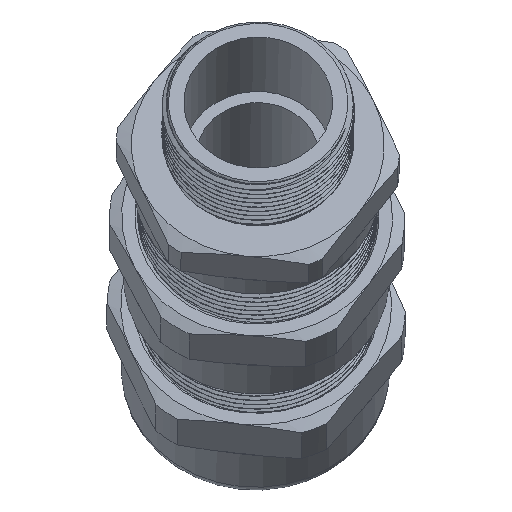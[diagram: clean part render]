
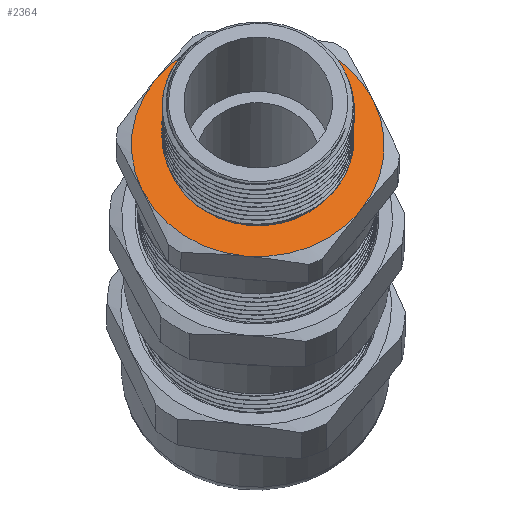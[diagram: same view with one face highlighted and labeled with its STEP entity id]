
A CAD part, left-side view. The second image highlights one B-rep face of the part: STEP entity #2364.
In plain terms, the highlighted face is planar.
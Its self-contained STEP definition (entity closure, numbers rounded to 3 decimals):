
#272=PLANE('',#2765);
#396=FACE_BOUND('',#792,.T.);
#562=FACE_OUTER_BOUND('',#791,.T.);
#791=EDGE_LOOP('',(#2118,#2119,#2120,#2121,#2122,#2123));
#792=EDGE_LOOP('',(#2124));
#953=CIRCLE('',#2741,21.);
#956=CIRCLE('',#2745,21.);
#957=CIRCLE('',#2747,21.);
#960=CIRCLE('',#2751,21.);
#962=CIRCLE('',#2754,21.);
#965=CIRCLE('',#2764,21.);
#966=CIRCLE('',#2766,15.189);
#1186=VERTEX_POINT('',#13350);
#1195=VERTEX_POINT('',#13378);
#1201=VERTEX_POINT('',#13399);
#1207=VERTEX_POINT('',#13420);
#1213=VERTEX_POINT('',#13441);
#1219=VERTEX_POINT('',#13462);
#1222=VERTEX_POINT('',#13516);
#1517=EDGE_CURVE('',#1186,#1219,#953,.T.);
#1520=EDGE_CURVE('',#1219,#1213,#956,.T.);
#1521=EDGE_CURVE('',#1195,#1207,#957,.T.);
#1524=EDGE_CURVE('',#1207,#1201,#960,.T.);
#1526=EDGE_CURVE('',#1213,#1195,#962,.T.);
#1529=EDGE_CURVE('',#1201,#1186,#965,.T.);
#1530=EDGE_CURVE('',#1222,#1222,#966,.T.);
#2118=ORIENTED_EDGE('',*,*,#1517,.F.);
#2119=ORIENTED_EDGE('',*,*,#1529,.F.);
#2120=ORIENTED_EDGE('',*,*,#1524,.F.);
#2121=ORIENTED_EDGE('',*,*,#1521,.F.);
#2122=ORIENTED_EDGE('',*,*,#1526,.F.);
#2123=ORIENTED_EDGE('',*,*,#1520,.F.);
#2124=ORIENTED_EDGE('',*,*,#1530,.T.);
#2364=ADVANCED_FACE('',(#562,#396),#272,.T.);
#2741=AXIS2_PLACEMENT_3D('',#13491,#3394,#3395);
#2745=AXIS2_PLACEMENT_3D('',#13495,#3402,#3403);
#2747=AXIS2_PLACEMENT_3D('',#13497,#3406,#3407);
#2751=AXIS2_PLACEMENT_3D('',#13501,#3414,#3415);
#2754=AXIS2_PLACEMENT_3D('',#13504,#3420,#3421);
#2764=AXIS2_PLACEMENT_3D('',#13514,#3440,#3441);
#2765=AXIS2_PLACEMENT_3D('',#13515,#3442,#3443);
#2766=AXIS2_PLACEMENT_3D('',#13517,#3444,#3445);
#3394=DIRECTION('center_axis',(1.,0.,0.));
#3395=DIRECTION('ref_axis',(0.,-1.,0.));
#3402=DIRECTION('center_axis',(1.,0.,0.));
#3403=DIRECTION('ref_axis',(0.,-1.,0.));
#3406=DIRECTION('center_axis',(1.,0.,0.));
#3407=DIRECTION('ref_axis',(0.,-1.,0.));
#3414=DIRECTION('center_axis',(1.,0.,0.));
#3415=DIRECTION('ref_axis',(0.,-1.,0.));
#3420=DIRECTION('center_axis',(1.,0.,0.));
#3421=DIRECTION('ref_axis',(0.,-1.,0.));
#3440=DIRECTION('center_axis',(1.,0.,0.));
#3441=DIRECTION('ref_axis',(0.,-1.,0.));
#3442=DIRECTION('center_axis',(-1.,0.,0.));
#3443=DIRECTION('ref_axis',(0.,0.,1.));
#3444=DIRECTION('center_axis',(1.,0.,0.));
#3445=DIRECTION('ref_axis',(0.,0.,-1.));
#13350=CARTESIAN_POINT('',(-31.08,21.,0.));
#13378=CARTESIAN_POINT('',(-31.08,-21.,0.));
#13399=CARTESIAN_POINT('',(-31.08,10.5,-18.187));
#13420=CARTESIAN_POINT('',(-31.08,-10.5,-18.187));
#13441=CARTESIAN_POINT('',(-31.08,-10.5,18.187));
#13462=CARTESIAN_POINT('',(-31.08,10.5,18.187));
#13491=CARTESIAN_POINT('Origin',(-31.08,0.,0.));
#13495=CARTESIAN_POINT('Origin',(-31.08,0.,0.));
#13497=CARTESIAN_POINT('Origin',(-31.08,0.,0.));
#13501=CARTESIAN_POINT('Origin',(-31.08,0.,0.));
#13504=CARTESIAN_POINT('Origin',(-31.08,0.,0.));
#13514=CARTESIAN_POINT('Origin',(-31.08,0.,0.));
#13515=CARTESIAN_POINT('Origin',(-31.08,23.535,0.));
#13516=CARTESIAN_POINT('',(-31.08,15.189,0.));
#13517=CARTESIAN_POINT('Origin',(-31.08,0.,0.));
